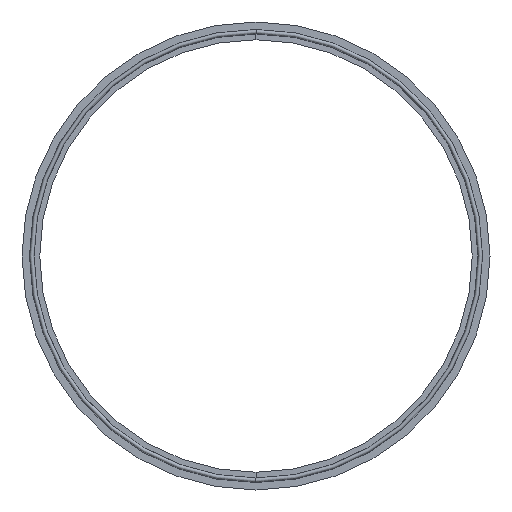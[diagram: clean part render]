
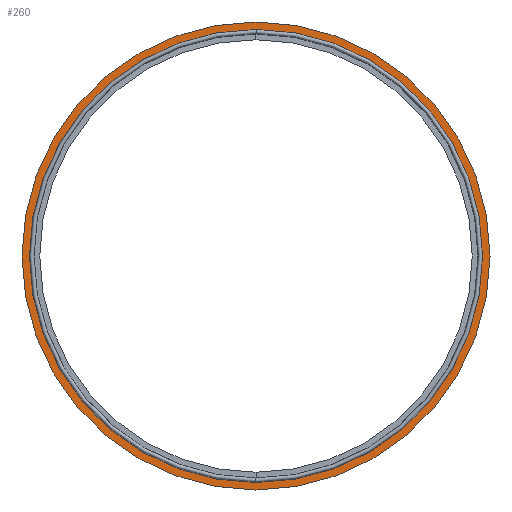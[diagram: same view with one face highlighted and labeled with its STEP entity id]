
A CAD part, left-side view. The second image highlights one B-rep face of the part: STEP entity #260.
In plain terms, the highlighted planar face has unit normal (-1, 0, 0).
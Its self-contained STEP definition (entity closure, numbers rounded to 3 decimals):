
#2 = CARTESIAN_POINT ( 'NONE',  ( -0.9, 0., -144.05 ) ) ;
#12 = ORIENTED_EDGE ( 'NONE', *, *, #66, .T. ) ;
#60 = CARTESIAN_POINT ( 'NONE',  ( -0.9, 0., 0. ) ) ;
#66 = EDGE_CURVE ( 'NONE', #675, #440, #684, .T. ) ;
#106 = EDGE_LOOP ( 'NONE', ( #289, #654 ) ) ;
#111 = FACE_OUTER_BOUND ( 'NONE', #106, .T. ) ;
#140 = DIRECTION ( 'NONE',  ( 0., 0., -1. ) ) ;
#158 = CIRCLE ( 'NONE', #322, 144.05 ) ;
#178 = DIRECTION ( 'NONE',  ( 0., 0., -1. ) ) ;
#238 = DIRECTION ( 'NONE',  ( 0., 0., -1. ) ) ;
#255 = AXIS2_PLACEMENT_3D ( 'NONE', #877, #524, #238 ) ;
#260 = ADVANCED_FACE ( 'NONE', ( #528, #111 ), #798, .F. ) ;
#289 = ORIENTED_EDGE ( 'NONE', *, *, #541, .T. ) ;
#308 = DIRECTION ( 'NONE',  ( 0., 0., 1. ) ) ;
#312 = CARTESIAN_POINT ( 'NONE',  ( -0.9, 0., 144.05 ) ) ;
#317 = DIRECTION ( 'NONE',  ( -1., 0., 0. ) ) ;
#321 = CARTESIAN_POINT ( 'NONE',  ( -0.9, 0., -139.45 ) ) ;
#322 = AXIS2_PLACEMENT_3D ( 'NONE', #635, #504, #343 ) ;
#338 = DIRECTION ( 'NONE',  ( 1., 0., 0. ) ) ;
#343 = DIRECTION ( 'NONE',  ( 0., 0., 1. ) ) ;
#370 = AXIS2_PLACEMENT_3D ( 'NONE', #392, #669, #178 ) ;
#377 = CARTESIAN_POINT ( 'NONE',  ( -0.9, 0., 0. ) ) ;
#384 = EDGE_CURVE ( 'NONE', #900, #542, #158, .T. ) ;
#392 = CARTESIAN_POINT ( 'NONE',  ( -0.9, 139.25, 0. ) ) ;
#411 = ORIENTED_EDGE ( 'NONE', *, *, #489, .T. ) ;
#429 = CIRCLE ( 'NONE', #255, 139.45 ) ;
#440 = VERTEX_POINT ( 'NONE', #555 ) ;
#461 = AXIS2_PLACEMENT_3D ( 'NONE', #377, #317, #308 ) ;
#489 = EDGE_CURVE ( 'NONE', #440, #675, #429, .T. ) ;
#504 = DIRECTION ( 'NONE',  ( -1., 0., 0. ) ) ;
#524 = DIRECTION ( 'NONE',  ( 1., 0., 0. ) ) ;
#528 = FACE_BOUND ( 'NONE', #893, .T. ) ;
#541 = EDGE_CURVE ( 'NONE', #542, #900, #824, .T. ) ;
#542 = VERTEX_POINT ( 'NONE', #312 ) ;
#547 = AXIS2_PLACEMENT_3D ( 'NONE', #60, #338, #140 ) ;
#555 = CARTESIAN_POINT ( 'NONE',  ( -0.9, 0., 139.45 ) ) ;
#635 = CARTESIAN_POINT ( 'NONE',  ( -0.9, 0., 0. ) ) ;
#654 = ORIENTED_EDGE ( 'NONE', *, *, #384, .T. ) ;
#669 = DIRECTION ( 'NONE',  ( 1., 0., 0. ) ) ;
#675 = VERTEX_POINT ( 'NONE', #321 ) ;
#684 = CIRCLE ( 'NONE', #547, 139.45 ) ;
#798 = PLANE ( 'NONE',  #370 ) ;
#824 = CIRCLE ( 'NONE', #461, 144.05 ) ;
#877 = CARTESIAN_POINT ( 'NONE',  ( -0.9, 0., 0. ) ) ;
#893 = EDGE_LOOP ( 'NONE', ( #12, #411 ) ) ;
#900 = VERTEX_POINT ( 'NONE', #2 ) ;
